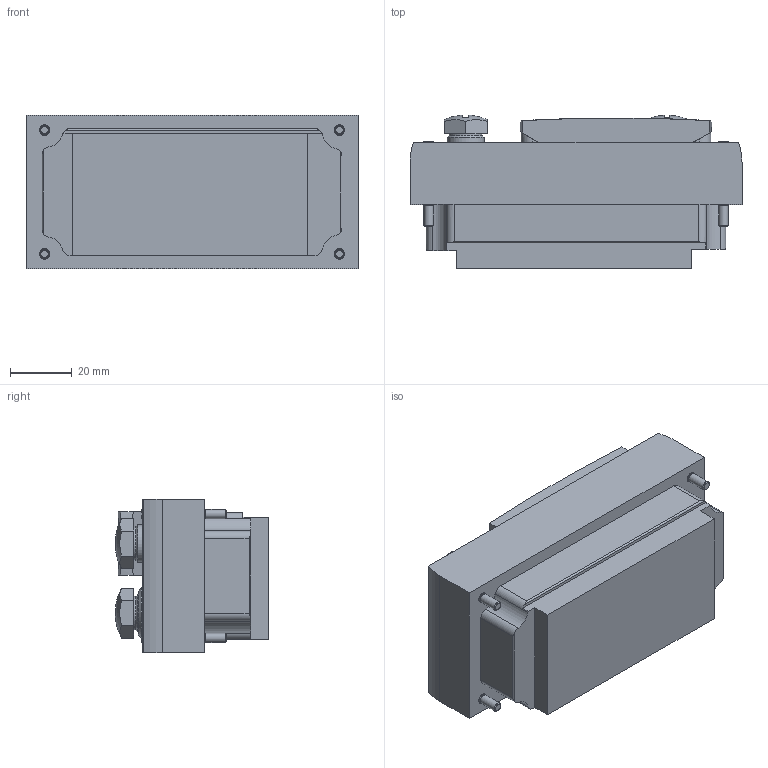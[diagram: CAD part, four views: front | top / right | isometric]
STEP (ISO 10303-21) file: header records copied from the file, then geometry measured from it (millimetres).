
FILE_DESCRIPTION(/* description */ ('STEP AP214'),/* implementation_level */ '2;1');
FILE_NAME(/* name */ '2735960_CPX-FB37',/* time_stamp */ '2024-08-07T19:33:05+02:00',/* author */ ('License CC BY-ND 4.0'),/* organization */ ('CADENAS'),/* preprocessor_version */ 'ST-DEVELOPER v19.3',/* originating_system */ 'PARTsolutions',/* authorisation */ ' ');
FILE_SCHEMA (('AUTOMOTIVE_DESIGN {1 0 10303 214 3 1 1}'));
Length unit declared in the file: millimetre
Products named in the file (6): 2735960 CPX-FB37; 2735960 CPX-FB37---(g_24_0); 2735960 CPX-FB37---(g_25_0); 550219 CPX-M-M3X22-4X; 533334 AK-SUB-9/15-B; 165592 ISK-M12
Assembly tree (9 placements, depth 2):
  2735960 CPX-FB37
    2735960 CPX-FB37---(g_24_0)
    2735960 CPX-FB37---(g_25_0)
    550219 CPX-M-M3X22-4X  x4
    533334 AK-SUB-9/15-B
    165592 ISK-M12  x2
Bounding box: 107.3 x 49.6 x 49.7 mm (x, y, z)
Volume: 138860.3 mm3; surface area: 45781.8 mm2
Topology: 9 solids, 9 shells, 606 faces, 1477 edges, 964 vertices
Faces by surface type: plane 340, cylinder 198, cone 58, sphere 6, torus 4
Full cylindrical faces by diameter (mm): 1.1 x8, 1.5 x5, 2.6 x4, 2.7 x2, 2.8 x4, 3 x6, 3.4 x10, 4.05 x2, 5.6 x4, 6.4 x2, 7.5 x4, 8.6 x2, 10.3 x2, 10.773 x2, 10.917 x3, 12 x2, 12.5 x3, 16.3 x2
Entity records: 15424 total; most frequent: CARTESIAN_POINT 2351, DIRECTION 2248, ORIENTED_EDGE 2052, EDGE_CURVE 1026, AXIS2_PLACEMENT_3D 791, VERTEX_POINT 722, LINE 666, VECTOR 666
